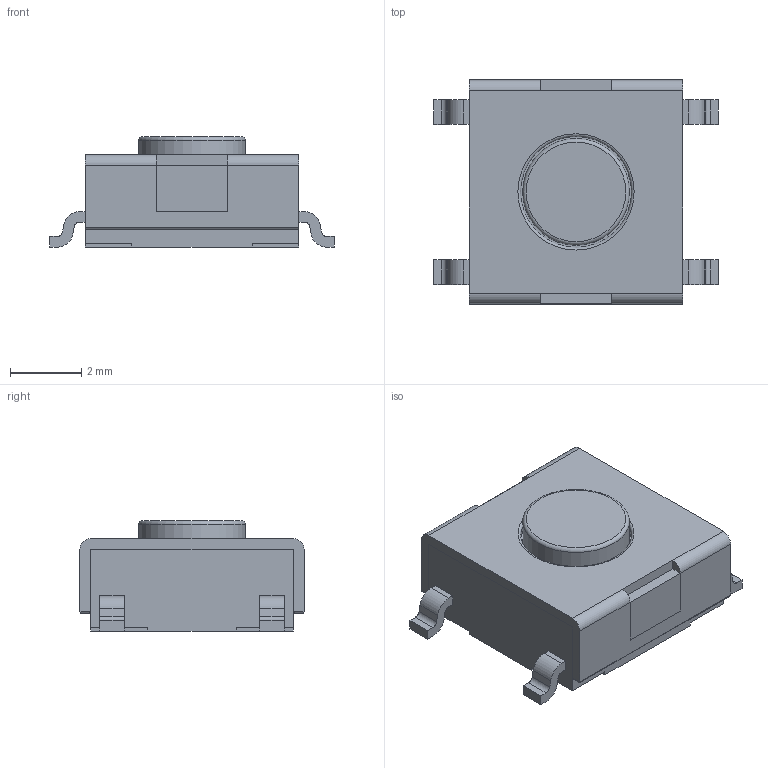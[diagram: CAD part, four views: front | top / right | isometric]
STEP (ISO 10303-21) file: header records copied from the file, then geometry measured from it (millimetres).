
FILE_DESCRIPTION(/* description */ ('model of SW_SPST_Omron_B3FS-100xP'),/* implementation_level */ '2;1');
FILE_NAME(/* name */ 'SW_SPST_Omron_B3FS-100xP.step',/* time_stamp */ '2020-10-29T11:14:09',/* author */ ('kicad StepUp','ksu'),/* organization */ ('FreeCAD'),/* preprocessor_version */ 'OCC',/* originating_system */ 'kicad StepUp',/* authorisation */ '');
FILE_SCHEMA(('AUTOMOTIVE_DESIGN { 1 0 10303 214 1 1 1 1 }'));
Length unit declared in the file: millimetre
Products named in the file (1): SW_SPST_Omron_B3FS_100xP
Bounding box: 8 x 6.3 x 3.1 mm (x, y, z)
Volume: 99.6 mm3; surface area: 161.1 mm2
Topology: 1 solids, 1 shells, 105 faces, 280 edges, 183 vertices
Faces by surface type: plane 72, cylinder 30, torus 3
Full cylindrical faces by diameter (mm): 3 x1, 3.12 x1
Entity records: 3994 total; most frequent: CARTESIAN_POINT 569, ORIENTED_EDGE 560, DIRECTION 550, EDGE_CURVE 280, LINE 222, VECTOR 222, VERTEX_POINT 183, AXIS2_PLACEMENT_3D 164
